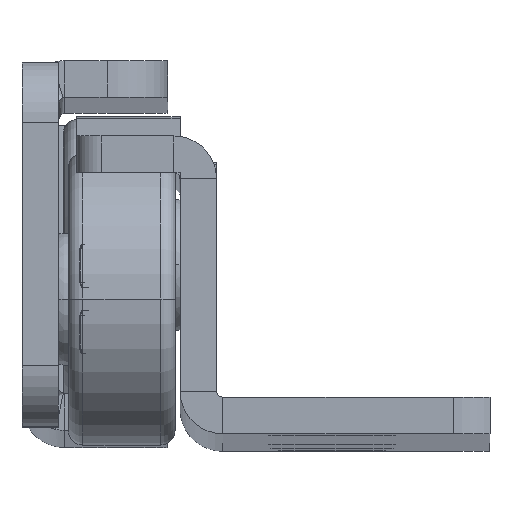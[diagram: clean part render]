
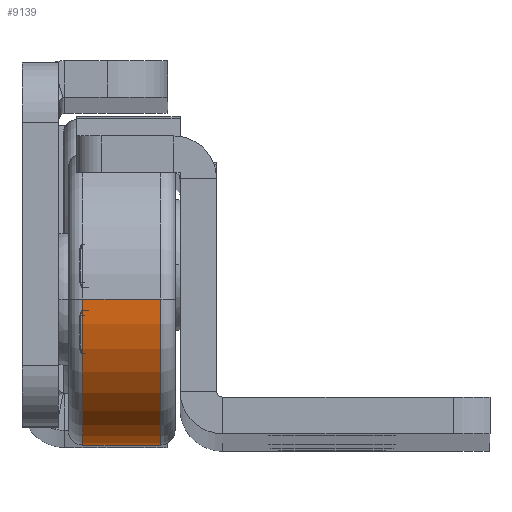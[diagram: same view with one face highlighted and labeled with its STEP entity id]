
A CAD part, top view. The second image highlights one B-rep face of the part: STEP entity #9139.
In plain terms, the highlighted cylindrical face has radius 12 mm (diameter 24 mm), a partial arc.
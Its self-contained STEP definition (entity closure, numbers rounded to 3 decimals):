
#274 = EDGE_CURVE ( 'NONE', #7174, #12746, #16979, .T. ) ;
#987 = CYLINDRICAL_SURFACE ( 'NONE', #5529, 12. ) ;
#1344 = AXIS2_PLACEMENT_3D ( 'NONE', #15148, #15053, #14951 ) ;
#1611 = EDGE_CURVE ( 'NONE', #10176, #12746, #7899, .T. ) ;
#2254 = EDGE_CURVE ( 'NONE', #15002, #7174, #5924, .T. ) ;
#2653 = DIRECTION ( 'NONE',  ( 0., 0., 1. ) ) ;
#2749 = CARTESIAN_POINT ( 'NONE',  ( 0., 0., 0. ) ) ;
#4013 = DIRECTION ( 'NONE',  ( -1., 0., 0. ) ) ;
#4860 = DIRECTION ( 'NONE',  ( -1., 0., 0. ) ) ;
#5529 = AXIS2_PLACEMENT_3D ( 'NONE', #2749, #17531, #2653 ) ;
#5924 = CIRCLE ( 'NONE', #15888, 12. ) ;
#7174 = VERTEX_POINT ( 'NONE', #8520 ) ;
#7899 = CIRCLE ( 'NONE', #1344, 12. ) ;
#8370 = CARTESIAN_POINT ( 'NONE',  ( 7.6, 0., 12. ) ) ;
#8520 = CARTESIAN_POINT ( 'NONE',  ( 7.6, 0., -12. ) ) ;
#9139 = ADVANCED_FACE ( 'NONE', ( #16137 ), #987, .T. ) ;
#10176 = VERTEX_POINT ( 'NONE', #14095 ) ;
#10579 = DIRECTION ( 'NONE',  ( -1., 0., 0. ) ) ;
#10685 = DIRECTION ( 'NONE',  ( 0., 0., 1. ) ) ;
#10973 = EDGE_LOOP ( 'NONE', ( #13113, #14837, #17966, #14750 ) ) ;
#12746 = VERTEX_POINT ( 'NONE', #18025 ) ;
#13113 = ORIENTED_EDGE ( 'NONE', *, *, #2254, .T. ) ;
#13644 = CARTESIAN_POINT ( 'NONE',  ( 0., 0., -12. ) ) ;
#14095 = CARTESIAN_POINT ( 'NONE',  ( 1.2, 0., 12. ) ) ;
#14750 = ORIENTED_EDGE ( 'NONE', *, *, #15789, .F. ) ;
#14837 = ORIENTED_EDGE ( 'NONE', *, *, #274, .T. ) ;
#14951 = DIRECTION ( 'NONE',  ( 0., 0., 1. ) ) ;
#15002 = VERTEX_POINT ( 'NONE', #8370 ) ;
#15053 = DIRECTION ( 'NONE',  ( -1., 0., 0. ) ) ;
#15148 = CARTESIAN_POINT ( 'NONE',  ( 1.2, 0., 0. ) ) ;
#15361 = VECTOR ( 'NONE', #4013, 1000. ) ;
#15789 = EDGE_CURVE ( 'NONE', #15002, #10176, #16029, .T. ) ;
#15888 = AXIS2_PLACEMENT_3D ( 'NONE', #16552, #10579, #10685 ) ;
#16029 = LINE ( 'NONE', #17321, #15361 ) ;
#16137 = FACE_OUTER_BOUND ( 'NONE', #10973, .T. ) ;
#16552 = CARTESIAN_POINT ( 'NONE',  ( 7.6, 0., 0. ) ) ;
#16979 = LINE ( 'NONE', #13644, #17551 ) ;
#17321 = CARTESIAN_POINT ( 'NONE',  ( 0., 0., 12. ) ) ;
#17531 = DIRECTION ( 'NONE',  ( -1., 0., 0. ) ) ;
#17551 = VECTOR ( 'NONE', #4860, 1000. ) ;
#17966 = ORIENTED_EDGE ( 'NONE', *, *, #1611, .F. ) ;
#18025 = CARTESIAN_POINT ( 'NONE',  ( 1.2, 0., -12. ) ) ;
